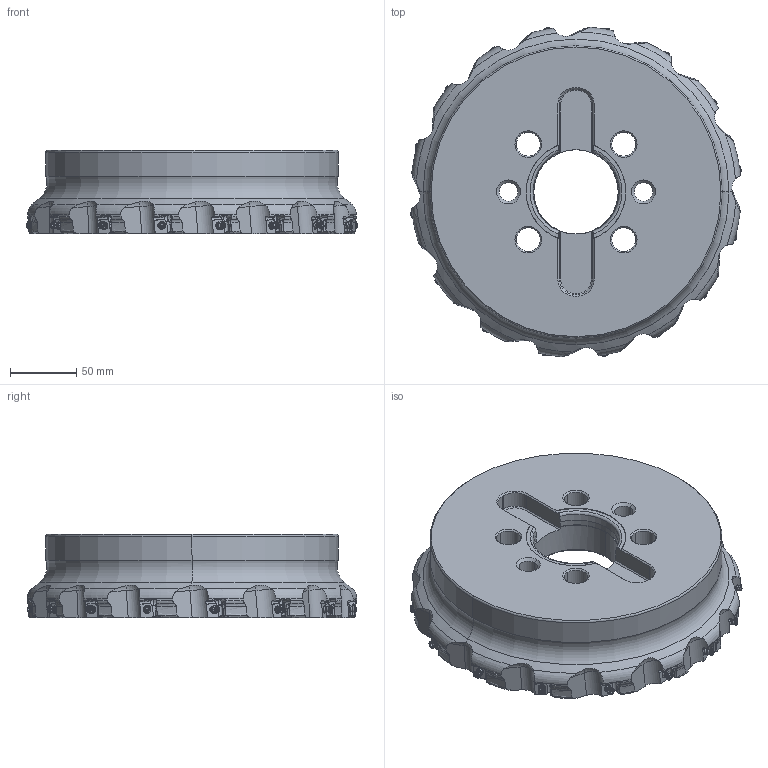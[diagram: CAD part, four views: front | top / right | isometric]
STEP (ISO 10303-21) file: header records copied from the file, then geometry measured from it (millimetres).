
FILE_DESCRIPTION(/* description */ (''),/* implementation_level */ '2;1');
FILE_NAME(/* name */ 'VOX400UR1016M.stp',/* time_stamp */ '2019-03-26T13:44:44+09:00',/* author */ (''),/* organization */ (''),/* preprocessor_version */ 'ST-DEVELOPER v16',/* originating_system */ 'SIEMENS PLM Software NX 10.0',/* authorisation */ '');
FILE_SCHEMA (('AUTOMOTIVE_DESIGN { 1 0 10303 214 3 1 1 1 }'));
Length unit declared in the file: millimetre
Products named in the file (1): VOX400UR1016M_ASM
Bounding box: 249 x 247.98 x 62.8 mm (x, y, z)
Volume: 1651308.8 mm3; surface area: 166001 mm2
Topology: 17 solids, 17 shells, 1403 faces, 4065 edges, 2601 vertices
Faces by surface type: cylinder 602, cone 296, plane 267, torus 174, sphere 64
Entity records: 62030 total; most frequent: CARTESIAN_POINT 26097, ORIENTED_EDGE 7874, DIRECTION 7200, EDGE_CURVE 3937, AXIS2_PLACEMENT_3D 2984, VERTEX_POINT 2601, EDGE_LOOP 1450, CIRCLE 1433
